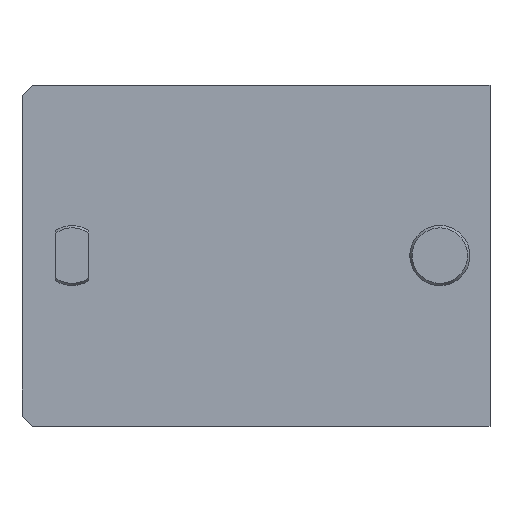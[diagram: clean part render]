
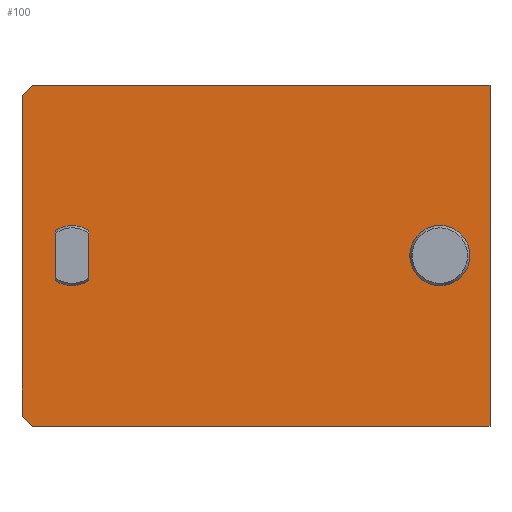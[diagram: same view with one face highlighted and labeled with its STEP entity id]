
A CAD part, top view. The second image highlights one B-rep face of the part: STEP entity #100.
In plain terms, the highlighted planar face has unit normal (0, 0, 1).
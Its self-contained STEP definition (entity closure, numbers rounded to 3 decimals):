
#100=ADVANCED_FACE('',(#183,#184,#185),#133,.T.);
#133=PLANE('',#746);
#163=CIRCLE('',#734,9.);
#164=CIRCLE('',#737,9.);
#167=CIRCLE('',#745,9.);
#183=FACE_BOUND('',#218,.T.);
#184=FACE_BOUND('',#219,.T.);
#185=FACE_BOUND('',#220,.T.);
#218=EDGE_LOOP('',(#324,#325,#326,#327));
#219=EDGE_LOOP('',(#328));
#220=EDGE_LOOP('',(#329,#330,#331,#332,#333,#334));
#324=ORIENTED_EDGE('',*,*,#527,.T.);
#325=ORIENTED_EDGE('',*,*,#525,.T.);
#326=ORIENTED_EDGE('',*,*,#523,.T.);
#327=ORIENTED_EDGE('',*,*,#518,.T.);
#328=ORIENTED_EDGE('',*,*,#541,.F.);
#329=ORIENTED_EDGE('',*,*,#538,.F.);
#330=ORIENTED_EDGE('',*,*,#542,.T.);
#331=ORIENTED_EDGE('',*,*,#530,.F.);
#332=ORIENTED_EDGE('',*,*,#543,.F.);
#333=ORIENTED_EDGE('',*,*,#544,.T.);
#334=ORIENTED_EDGE('',*,*,#545,.T.);
#452=VERTEX_POINT('',#1051);
#454=VERTEX_POINT('',#1059);
#457=VERTEX_POINT('',#1068);
#458=VERTEX_POINT('',#1077);
#461=VERTEX_POINT('',#1089);
#462=VERTEX_POINT('',#1090);
#468=VERTEX_POINT('',#1104);
#469=VERTEX_POINT('',#1106);
#471=VERTEX_POINT('',#1112);
#472=VERTEX_POINT('',#1115);
#473=VERTEX_POINT('',#1117);
#518=EDGE_CURVE('',#452,#454,#590,.T.);
#523=EDGE_CURVE('',#457,#452,#163,.T.);
#525=EDGE_CURVE('',#458,#457,#593,.T.);
#527=EDGE_CURVE('',#454,#458,#164,.T.);
#530=EDGE_CURVE('',#461,#462,#595,.T.);
#538=EDGE_CURVE('',#468,#469,#603,.T.);
#541=EDGE_CURVE('',#471,#471,#167,.T.);
#542=EDGE_CURVE('',#468,#462,#606,.T.);
#543=EDGE_CURVE('',#472,#461,#607,.T.);
#544=EDGE_CURVE('',#472,#473,#608,.T.);
#545=EDGE_CURVE('',#473,#469,#609,.T.);
#590=LINE('',#1060,#642);
#593=LINE('',#1076,#645);
#595=LINE('',#1088,#647);
#603=LINE('',#1105,#655);
#606=LINE('',#1113,#658);
#607=LINE('',#1114,#659);
#608=LINE('',#1116,#660);
#609=LINE('',#1118,#661);
#642=VECTOR('',#839,1.);
#645=VECTOR('',#854,1.);
#647=VECTOR('',#870,1.);
#655=VECTOR('',#880,1.);
#658=VECTOR('',#887,1.);
#659=VECTOR('',#888,1.);
#660=VECTOR('',#889,1.);
#661=VECTOR('',#890,1.);
#734=AXIS2_PLACEMENT_3D('',#1070,#850,#851);
#737=AXIS2_PLACEMENT_3D('',#1080,#858,#859);
#745=AXIS2_PLACEMENT_3D('',#1111,#885,#886);
#746=AXIS2_PLACEMENT_3D('',#1119,#891,#892);
#839=DIRECTION('',(0.,1.,0.));
#850=DIRECTION('',(0.,0.,-1.));
#851=DIRECTION('',(1.,0.,0.));
#854=DIRECTION('',(0.,-1.,0.));
#858=DIRECTION('',(0.,0.,-1.));
#859=DIRECTION('',(1.,0.,0.));
#870=DIRECTION('',(0.,1.,0.));
#880=DIRECTION('',(1.,0.,0.));
#885=DIRECTION('',(0.,0.,1.));
#886=DIRECTION('',(1.,0.,0.));
#887=DIRECTION('',(-0.707,-0.707,0.));
#888=DIRECTION('',(-0.707,0.707,0.));
#889=DIRECTION('',(1.,0.,0.));
#890=DIRECTION('',(0.,1.,0.));
#891=DIRECTION('',(0.,0.,1.));
#892=DIRECTION('',(1.,0.,0.));
#1051=CARTESIAN_POINT('',(-115.,-7.483,0.));
#1059=CARTESIAN_POINT('',(-115.,7.483,0.));
#1060=CARTESIAN_POINT('',(-115.,-7.483,0.));
#1068=CARTESIAN_POINT('',(-105.,-7.483,0.));
#1070=CARTESIAN_POINT('',(-110.,0.,0.));
#1076=CARTESIAN_POINT('',(-105.,7.483,0.));
#1077=CARTESIAN_POINT('',(-105.,7.483,0.));
#1080=CARTESIAN_POINT('',(-110.,0.,0.));
#1088=CARTESIAN_POINT('',(-125.,-51.,0.));
#1089=CARTESIAN_POINT('',(-125.,-48.,0.));
#1090=CARTESIAN_POINT('',(-125.,48.,0.));
#1104=CARTESIAN_POINT('',(-122.,51.,0.));
#1105=CARTESIAN_POINT('',(-125.,51.,0.));
#1106=CARTESIAN_POINT('',(15.,51.,0.));
#1111=CARTESIAN_POINT('',(0.,0.,
0.));
#1112=CARTESIAN_POINT('',(9.,0.,0.));
#1113=CARTESIAN_POINT('',(-122.,51.,0.));
#1114=CARTESIAN_POINT('',(-122.,-51.,0.));
#1115=CARTESIAN_POINT('',(-122.,-51.,0.));
#1116=CARTESIAN_POINT('',(-125.,-51.,0.));
#1117=CARTESIAN_POINT('',(15.,-51.,0.));
#1118=CARTESIAN_POINT('',(15.,-51.,0.));
#1119=CARTESIAN_POINT('',(-125.,-51.,0.));
